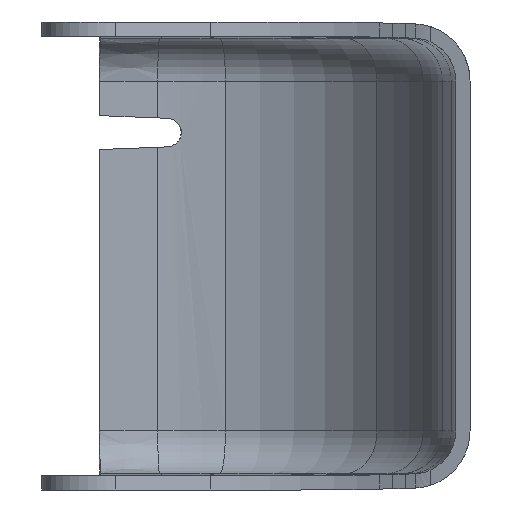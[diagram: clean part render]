
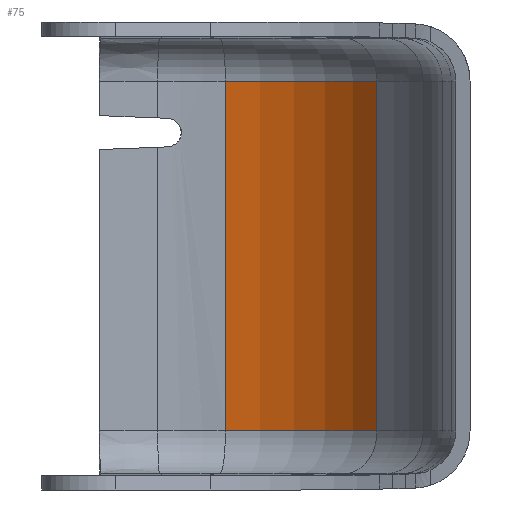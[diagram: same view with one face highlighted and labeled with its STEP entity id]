
A CAD part, left-side view. The second image highlights one B-rep face of the part: STEP entity #75.
In plain terms, the highlighted cylindrical face has radius 135.265 mm (diameter 270.531 mm), a partial arc.
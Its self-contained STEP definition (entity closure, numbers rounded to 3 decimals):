
#75=ADVANCED_FACE('',(#623),#625,.F.);
#623=FACE_BOUND('',#624,.T.);
#624=EDGE_LOOP('',(#1396,#1397,#1398,#1399));
#625=CYLINDRICAL_SURFACE('',#626,135.265);
#626=AXIS2_PLACEMENT_3D('',#627,#628,#629);
#627=CARTESIAN_POINT('',(19.232,-49.026,-131.));
#628=DIRECTION('',(0.,0.,1.));
#629=DIRECTION('',(0.616,-0.788,0.));
#1396=ORIENTED_EDGE('',*,*,#2035,.F.);
#1397=ORIENTED_EDGE('',*,*,#2036,.T.);
#1398=ORIENTED_EDGE('',*,*,#2037,.F.);
#1399=ORIENTED_EDGE('',*,*,#1991,.F.);
#1991=EDGE_CURVE('',#2350,#2352,#2353,.T.);
#2035=EDGE_CURVE('',#2420,#2350,#2421,.F.);
#2036=EDGE_CURVE('',#2420,#2422,#2423,.T.);
#2037=EDGE_CURVE('',#2352,#2422,#2424,.T.);
#2350=VERTEX_POINT('',#3217);
#2352=VERTEX_POINT('',#3222);
#2353=LINE('',#3223,#3224);
#2420=VERTEX_POINT('',#4113);
#2421=CIRCLE('',#4114,135.265);
#2422=VERTEX_POINT('',#4118);
#2423=LINE('',#4119,#4120);
#2424=CIRCLE('',#4122,135.265);
#3217=CARTESIAN_POINT('',(152.765,-70.609,-97.948));
#3222=CARTESIAN_POINT('',(152.765,-70.609,97.948));
#3223=CARTESIAN_POINT('',(152.765,-70.609,-97.948));
#3224=VECTOR('',#3225,1.);
#3225=DIRECTION('',(0.,0.,1.));
#4113=CARTESIAN_POINT('',(102.51,-155.617,-97.948));
#4114=AXIS2_PLACEMENT_3D('',#4115,#4116,#4117);
#4115=CARTESIAN_POINT('',(19.232,-49.026,-97.948));
#4116=DIRECTION('',(-0.,-0.,-1.));
#4117=DIRECTION('',(0.987,-0.16,0.));
#4118=CARTESIAN_POINT('',(102.51,-155.617,97.948));
#4119=CARTESIAN_POINT('',(102.51,-155.617,-97.948));
#4120=VECTOR('',#4121,1.);
#4121=DIRECTION('',(0.,0.,1.));
#4122=AXIS2_PLACEMENT_3D('',#4123,#4124,#4125);
#4123=CARTESIAN_POINT('',(19.232,-49.026,97.948));
#4124=DIRECTION('',(-0.,-0.,-1.));
#4125=DIRECTION('',(0.987,-0.16,0.));
